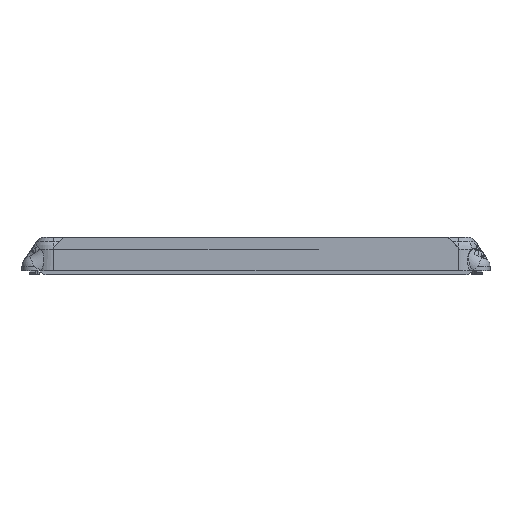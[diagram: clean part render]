
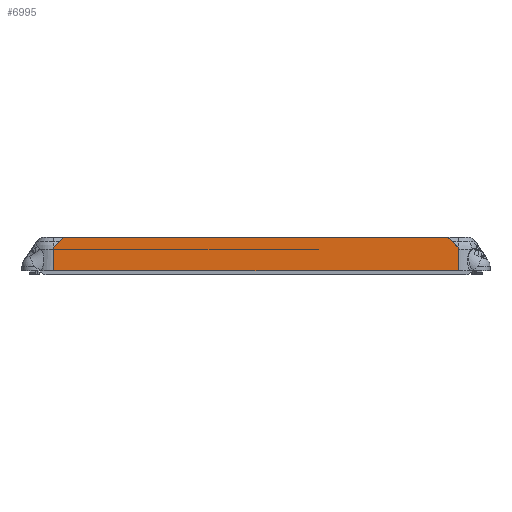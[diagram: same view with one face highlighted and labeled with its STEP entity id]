
A CAD part, front view. The second image highlights one B-rep face of the part: STEP entity #6995.
In plain terms, the highlighted planar face has unit normal (0, -1, 0).
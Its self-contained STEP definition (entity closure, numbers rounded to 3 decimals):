
#726=FACE_OUTER_BOUND('',#1125,.T.);
#1125=EDGE_LOOP('',(#4594,#4595,#4596,#4597,#4598,#4599,#4600,#4601,#4602,
#4603,#4604));
#1592=LINE('',#9764,#2178);
#1594=LINE('',#9768,#2180);
#1597=LINE('',#9774,#2183);
#1598=LINE('',#9776,#2184);
#1599=LINE('',#9778,#2185);
#1600=LINE('',#9780,#2186);
#1601=LINE('',#9782,#2187);
#1602=LINE('',#9784,#2188);
#1603=LINE('',#9786,#2189);
#1604=LINE('',#9788,#2190);
#1605=LINE('',#9789,#2191);
#2178=VECTOR('',#7995,10.);
#2180=VECTOR('',#7999,10.);
#2183=VECTOR('',#8004,10.);
#2184=VECTOR('',#8005,10.);
#2185=VECTOR('',#8006,10.);
#2186=VECTOR('',#8007,10.);
#2187=VECTOR('',#8008,10.);
#2188=VECTOR('',#8009,10.);
#2189=VECTOR('',#8010,10.);
#2190=VECTOR('',#8011,10.);
#2191=VECTOR('',#8012,10.);
#2765=VERTEX_POINT('',#9761);
#2766=VERTEX_POINT('',#9763);
#2767=VERTEX_POINT('',#9767);
#2769=VERTEX_POINT('',#9773);
#2770=VERTEX_POINT('',#9775);
#2771=VERTEX_POINT('',#9777);
#2772=VERTEX_POINT('',#9779);
#2773=VERTEX_POINT('',#9781);
#2774=VERTEX_POINT('',#9783);
#2775=VERTEX_POINT('',#9785);
#2776=VERTEX_POINT('',#9787);
#3477=EDGE_CURVE('',#2765,#2766,#1592,.T.);
#3479=EDGE_CURVE('',#2766,#2767,#1594,.T.);
#3482=EDGE_CURVE('',#2769,#2765,#1597,.T.);
#3483=EDGE_CURVE('',#2770,#2769,#1598,.T.);
#3484=EDGE_CURVE('',#2771,#2770,#1599,.T.);
#3485=EDGE_CURVE('',#2772,#2771,#1600,.T.);
#3486=EDGE_CURVE('',#2773,#2772,#1601,.T.);
#3487=EDGE_CURVE('',#2774,#2773,#1602,.T.);
#3488=EDGE_CURVE('',#2775,#2774,#1603,.T.);
#3489=EDGE_CURVE('',#2776,#2775,#1604,.T.);
#3490=EDGE_CURVE('',#2767,#2776,#1605,.T.);
#4594=ORIENTED_EDGE('',*,*,#3477,.F.);
#4595=ORIENTED_EDGE('',*,*,#3482,.F.);
#4596=ORIENTED_EDGE('',*,*,#3483,.F.);
#4597=ORIENTED_EDGE('',*,*,#3484,.F.);
#4598=ORIENTED_EDGE('',*,*,#3485,.F.);
#4599=ORIENTED_EDGE('',*,*,#3486,.F.);
#4600=ORIENTED_EDGE('',*,*,#3487,.F.);
#4601=ORIENTED_EDGE('',*,*,#3488,.F.);
#4602=ORIENTED_EDGE('',*,*,#3489,.F.);
#4603=ORIENTED_EDGE('',*,*,#3490,.F.);
#4604=ORIENTED_EDGE('',*,*,#3479,.F.);
#6808=PLANE('',#7400);
#6995=ADVANCED_FACE('',(#726),#6808,.T.);
#7400=AXIS2_PLACEMENT_3D('',#9772,#8002,#8003);
#7995=DIRECTION('',(0.707,0.,0.707));
#7999=DIRECTION('',(1.,0.,0.));
#8002=DIRECTION('center_axis',(0.,-1.,0.));
#8003=DIRECTION('ref_axis',(1.,0.,0.));
#8004=DIRECTION('',(0.,0.,1.));
#8005=DIRECTION('',(-1.,0.,0.));
#8006=DIRECTION('',(1.,0.,0.));
#8007=DIRECTION('',(0.,0.,1.));
#8008=DIRECTION('',(-1.,0.,0.));
#8009=DIRECTION('',(0.,0.,-1.));
#8010=DIRECTION('',(1.,0.,0.));
#8011=DIRECTION('',(0.,0.,-1.));
#8012=DIRECTION('',(0.707,0.,-0.707));
#9761=CARTESIAN_POINT('',(-104.668,-132.505,50.253));
#9763=CARTESIAN_POINT('',(-100.668,-132.505,54.253));
#9764=CARTESIAN_POINT('',(-108.98,-132.505,45.94));
#9767=CARTESIAN_POINT('',(50.308,-132.505,54.253));
#9768=CARTESIAN_POINT('',(-104.668,-132.505,54.253));
#9772=CARTESIAN_POINT('Origin',(-112.168,-132.505,36.503));
#9773=CARTESIAN_POINT('',(-104.668,-132.505,49.603));
#9774=CARTESIAN_POINT('',(-104.668,-132.505,49.603));
#9775=CARTESIAN_POINT('',(-0.734,-132.505,49.596));
#9776=CARTESIAN_POINT('',(-25.18,-132.505,49.598));
#9777=CARTESIAN_POINT('',(-104.668,-132.505,49.596));
#9778=CARTESIAN_POINT('',(-90.418,-132.505,49.596));
#9779=CARTESIAN_POINT('',(-104.668,-132.505,41.003));
#9780=CARTESIAN_POINT('',(-104.668,-132.505,45.378));
#9781=CARTESIAN_POINT('',(54.332,-132.505,41.003));
#9782=CARTESIAN_POINT('',(-86.546,-132.505,41.003));
#9783=CARTESIAN_POINT('',(54.332,-132.505,49.596));
#9784=CARTESIAN_POINT('',(54.332,-132.505,45.378));
#9785=CARTESIAN_POINT('',(54.308,-132.505,49.596));
#9786=CARTESIAN_POINT('',(-90.418,-132.505,49.596));
#9787=CARTESIAN_POINT('',(54.308,-132.505,50.253));
#9788=CARTESIAN_POINT('',(54.308,-132.505,54.253));
#9789=CARTESIAN_POINT('',(15.126,-132.505,89.434));
